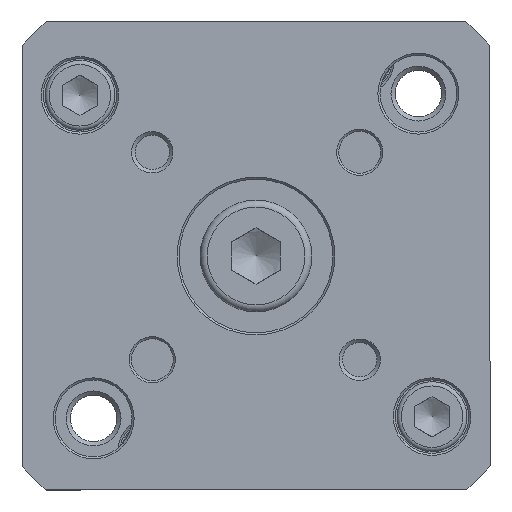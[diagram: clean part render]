
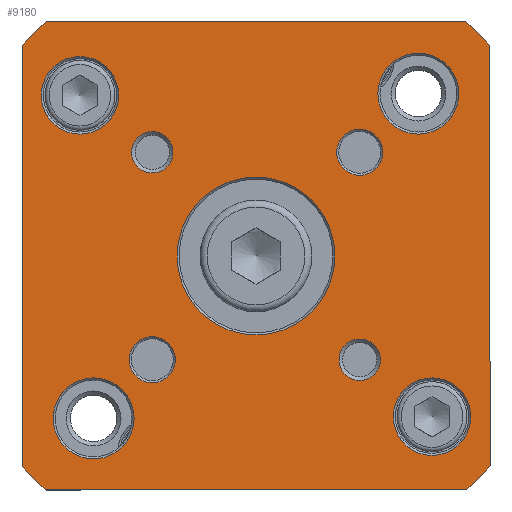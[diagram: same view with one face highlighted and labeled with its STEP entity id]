
A CAD part, front view. The second image highlights one B-rep face of the part: STEP entity #9180.
In plain terms, the highlighted planar face has unit normal (0, -1, 0).
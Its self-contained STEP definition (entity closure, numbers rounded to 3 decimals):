
#8325=CARTESIAN_POINT('',(-30.046,-107.125,33.5));
#8326=VERTEX_POINT('',#8325);
#8333=CARTESIAN_POINT('',(30.046,-107.125,33.5));
#8334=VERTEX_POINT('',#8333);
#8335=CARTESIAN_POINT('',(-30.046,-107.125,33.5));
#8336=DIRECTION('',(1.0,0.0,0.0));
#8337=VECTOR('',#8336,60.092);
#8338=LINE('',#8335,#8337);
#8339=EDGE_CURVE('',#8326,#8334,#8338,.T.);
#8365=CARTESIAN_POINT('',(33.5,-107.125,30.046));
#8366=VERTEX_POINT('',#8365);
#8367=CARTESIAN_POINT('',(0.,-107.125,0.));
#8368=DIRECTION('',(0.0,1.0,0.0));
#8369=DIRECTION('',(0.668,0.0,0.744));
#8370=AXIS2_PLACEMENT_3D('',#8367,#8368,#8369);
#8371=CIRCLE('',#8370,45.);
#8372=EDGE_CURVE('',#8334,#8366,#8371,.T.);
#8397=CARTESIAN_POINT('',(33.5,-107.125,-30.046));
#8398=VERTEX_POINT('',#8397);
#8399=CARTESIAN_POINT('',(33.5,-107.125,30.046));
#8400=DIRECTION('',(0.0,0.0,-1.0));
#8401=VECTOR('',#8400,60.092);
#8402=LINE('',#8399,#8401);
#8403=EDGE_CURVE('',#8366,#8398,#8402,.T.);
#8429=CARTESIAN_POINT('',(30.046,-107.125,-33.5));
#8430=VERTEX_POINT('',#8429);
#8431=CARTESIAN_POINT('',(0.,-107.125,0.));
#8432=DIRECTION('',(0.0,1.0,0.0));
#8433=DIRECTION('',(0.744,0.0,-0.668));
#8434=AXIS2_PLACEMENT_3D('',#8431,#8432,#8433);
#8435=CIRCLE('',#8434,45.);
#8436=EDGE_CURVE('',#8398,#8430,#8435,.T.);
#8461=CARTESIAN_POINT('',(-30.046,-107.125,-33.5));
#8462=VERTEX_POINT('',#8461);
#8463=CARTESIAN_POINT('',(30.046,-107.125,-33.5));
#8464=DIRECTION('',(-1.0,0.0,0.0));
#8465=VECTOR('',#8464,60.092);
#8466=LINE('',#8463,#8465);
#8467=EDGE_CURVE('',#8430,#8462,#8466,.T.);
#8493=CARTESIAN_POINT('',(-33.5,-107.125,-30.046));
#8494=VERTEX_POINT('',#8493);
#8495=CARTESIAN_POINT('',(0.,-107.125,0.));
#8496=DIRECTION('',(0.0,1.0,0.0));
#8497=DIRECTION('',(-0.668,0.0,-0.744));
#8498=AXIS2_PLACEMENT_3D('',#8495,#8496,#8497);
#8499=CIRCLE('',#8498,45.);
#8500=EDGE_CURVE('',#8462,#8494,#8499,.T.);
#8525=CARTESIAN_POINT('',(-33.5,-107.125,30.046));
#8526=VERTEX_POINT('',#8525);
#8527=CARTESIAN_POINT('',(-33.5,-107.125,-30.046));
#8528=DIRECTION('',(0.0,0.0,1.0));
#8529=VECTOR('',#8528,60.092);
#8530=LINE('',#8527,#8529);
#8531=EDGE_CURVE('',#8494,#8526,#8530,.T.);
#8555=CARTESIAN_POINT('',(0.,-107.125,0.));
#8556=DIRECTION('',(0.0,1.0,0.0));
#8557=DIRECTION('',(-0.744,0.0,0.668));
#8558=AXIS2_PLACEMENT_3D('',#8555,#8556,#8557);
#8559=CIRCLE('',#8558,45.);
#8560=EDGE_CURVE('',#8526,#8326,#8559,.T.);
#8786=CARTESIAN_POINT('',(-11.892,-107.125,14.85));
#8787=VERTEX_POINT('',#8786);
#8788=CARTESIAN_POINT('',(-14.85,-107.125,14.85));
#8789=DIRECTION('',(0.0,-1.0,0.0));
#8790=DIRECTION('',(-1.0,0.0,0.0));
#8791=AXIS2_PLACEMENT_3D('',#8788,#8789,#8790);
#8792=CIRCLE('',#8791,2.959);
#8793=EDGE_CURVE('',#8787,#8787,#8792,.T.);
#8826=CARTESIAN_POINT('',(17.809,-107.125,-14.85));
#8827=VERTEX_POINT('',#8826);
#8828=CARTESIAN_POINT('',(14.85,-107.125,-14.85));
#8829=DIRECTION('',(0.0,-1.0,0.0));
#8830=DIRECTION('',(-1.0,0.0,0.0));
#8831=AXIS2_PLACEMENT_3D('',#8828,#8829,#8830);
#8832=CIRCLE('',#8831,2.959);
#8833=EDGE_CURVE('',#8827,#8827,#8832,.T.);
#8866=CARTESIAN_POINT('',(-19.65,-107.125,23.));
#8867=VERTEX_POINT('',#8866);
#8868=CARTESIAN_POINT('',(-25.2,-107.125,23.));
#8869=DIRECTION('',(0.0,-1.0,0.0));
#8870=DIRECTION('',(-1.0,0.0,0.0));
#8871=AXIS2_PLACEMENT_3D('',#8868,#8869,#8870);
#8872=CIRCLE('',#8871,5.55);
#8873=EDGE_CURVE('',#8867,#8867,#8872,.T.);
#8894=CARTESIAN_POINT('',(29.05,-107.125,23.25));
#8895=VERTEX_POINT('',#8894);
#8896=CARTESIAN_POINT('',(23.25,-107.125,23.25));
#8897=DIRECTION('',(0.0,-1.0,0.0));
#8898=DIRECTION('',(-1.0,0.0,0.0));
#8899=AXIS2_PLACEMENT_3D('',#8896,#8897,#8898);
#8900=CIRCLE('',#8899,5.8);
#8901=EDGE_CURVE('',#8895,#8895,#8900,.T.);
#8934=CARTESIAN_POINT('',(11.3,-107.125,0.));
#8935=VERTEX_POINT('',#8934);
#8936=CARTESIAN_POINT('',(0.,-107.125,0.));
#8937=DIRECTION('',(0.0,-1.0,0.0));
#8938=DIRECTION('',(-1.0,0.0,0.0));
#8939=AXIS2_PLACEMENT_3D('',#8936,#8937,#8938);
#8940=CIRCLE('',#8939,11.3);
#8941=EDGE_CURVE('',#8935,#8935,#8940,.T.);
#8962=CARTESIAN_POINT('',(18.15,-107.125,14.85));
#8963=VERTEX_POINT('',#8962);
#8964=CARTESIAN_POINT('',(14.85,-107.125,14.85));
#8965=DIRECTION('',(0.0,-1.0,0.0));
#8966=DIRECTION('',(-1.0,0.0,0.0));
#8967=AXIS2_PLACEMENT_3D('',#8964,#8965,#8966);
#8968=CIRCLE('',#8967,3.3);
#8969=EDGE_CURVE('',#8963,#8963,#8968,.T.);
#8990=CARTESIAN_POINT('',(-11.55,-107.125,-14.85));
#8991=VERTEX_POINT('',#8990);
#8992=CARTESIAN_POINT('',(-14.85,-107.125,-14.85));
#8993=DIRECTION('',(0.0,-1.0,0.0));
#8994=DIRECTION('',(-1.0,0.0,0.0));
#8995=AXIS2_PLACEMENT_3D('',#8992,#8993,#8994);
#8996=CIRCLE('',#8995,3.3);
#8997=EDGE_CURVE('',#8991,#8991,#8996,.T.);
#9018=CARTESIAN_POINT('',(-17.45,-107.125,-23.25));
#9019=VERTEX_POINT('',#9018);
#9020=CARTESIAN_POINT('',(-23.25,-107.125,-23.25));
#9021=DIRECTION('',(0.0,-1.0,0.0));
#9022=DIRECTION('',(-1.0,0.0,0.0));
#9023=AXIS2_PLACEMENT_3D('',#9020,#9021,#9022);
#9024=CIRCLE('',#9023,5.8);
#9025=EDGE_CURVE('',#9019,#9019,#9024,.T.);
#9130=CARTESIAN_POINT('',(0.,-107.125,0.));
#9131=DIRECTION('',(0.0,1.0,0.0));
#9132=DIRECTION('',(0.0,0.0,1.0));
#9133=AXIS2_PLACEMENT_3D('',#9130,#9131,#9132);
#9134=PLANE('',#9133);
#9135=ORIENTED_EDGE('',*,*,#8372,.F.);
#9136=ORIENTED_EDGE('',*,*,#8339,.F.);
#9137=ORIENTED_EDGE('',*,*,#8560,.F.);
#9138=ORIENTED_EDGE('',*,*,#8531,.F.);
#9139=ORIENTED_EDGE('',*,*,#8500,.F.);
#9140=ORIENTED_EDGE('',*,*,#8467,.F.);
#9141=ORIENTED_EDGE('',*,*,#8436,.F.);
#9142=ORIENTED_EDGE('',*,*,#8403,.F.);
#9143=EDGE_LOOP('',(#9135,#9136,#9137,#9138,#9139,#9140,#9141,#9142));
#9144=FACE_OUTER_BOUND('',#9143,.T.);
#9145=ORIENTED_EDGE('',*,*,#9025,.F.);
#9146=EDGE_LOOP('',(#9145));
#9147=FACE_BOUND('',#9146,.T.);
#9148=ORIENTED_EDGE('',*,*,#8969,.F.);
#9149=EDGE_LOOP('',(#9148));
#9150=FACE_BOUND('',#9149,.T.);
#9151=ORIENTED_EDGE('',*,*,#8901,.F.);
#9152=EDGE_LOOP('',(#9151));
#9153=FACE_BOUND('',#9152,.T.);
#9154=ORIENTED_EDGE('',*,*,#8833,.F.);
#9155=EDGE_LOOP('',(#9154));
#9156=FACE_BOUND('',#9155,.T.);
#9157=ORIENTED_EDGE('',*,*,#8793,.F.);
#9158=EDGE_LOOP('',(#9157));
#9159=FACE_BOUND('',#9158,.T.);
#9160=ORIENTED_EDGE('',*,*,#8873,.F.);
#9161=EDGE_LOOP('',(#9160));
#9162=FACE_BOUND('',#9161,.T.);
#9163=ORIENTED_EDGE('',*,*,#8941,.F.);
#9164=EDGE_LOOP('',(#9163));
#9165=FACE_BOUND('',#9164,.T.);
#9166=ORIENTED_EDGE('',*,*,#8997,.F.);
#9167=EDGE_LOOP('',(#9166));
#9168=FACE_BOUND('',#9167,.T.);
#9169=CARTESIAN_POINT('',(30.75,-107.125,-23.));
#9170=VERTEX_POINT('',#9169);
#9171=CARTESIAN_POINT('',(25.2,-107.125,-23.));
#9172=DIRECTION('',(0.0,-1.0,0.0));
#9173=DIRECTION('',(-1.0,0.0,0.0));
#9174=AXIS2_PLACEMENT_3D('',#9171,#9172,#9173);
#9175=CIRCLE('',#9174,5.55);
#9176=EDGE_CURVE('',#9170,#9170,#9175,.T.);
#9177=ORIENTED_EDGE('',*,*,#9176,.F.);
#9178=EDGE_LOOP('',(#9177));
#9179=FACE_BOUND('',#9178,.T.);
#9180=ADVANCED_FACE('',(#9144,#9147,#9150,#9153,#9156,#9159,#9162,#9165,#9168,#9179),#9134,.F.);
